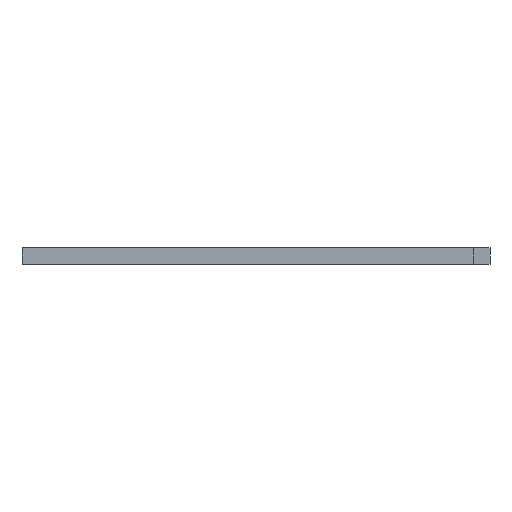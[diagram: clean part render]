
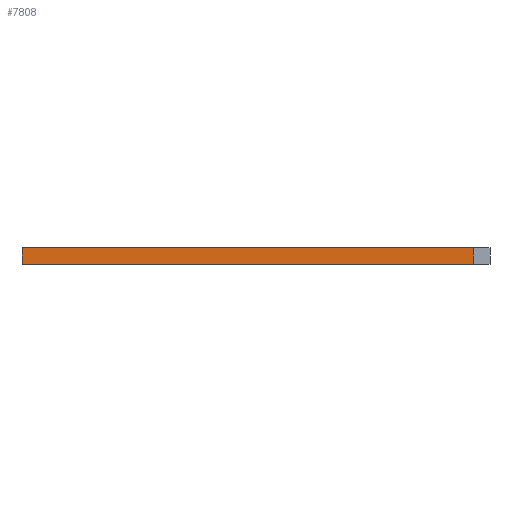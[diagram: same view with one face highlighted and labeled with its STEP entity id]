
A CAD part, left-side view. The second image highlights one B-rep face of the part: STEP entity #7808.
In plain terms, the highlighted planar face has unit normal (-1, 0, 0).
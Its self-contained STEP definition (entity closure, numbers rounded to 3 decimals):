
#24 = CARTESIAN_POINT ( 'NONE',  ( -200., 43., 3. ) ) ;
#337 = ORIENTED_EDGE ( 'NONE', *, *, #9161, .F. ) ;
#487 = DIRECTION ( 'NONE',  ( 0., -1., 0. ) ) ;
#1356 = DIRECTION ( 'NONE',  ( 0., 1., 0. ) ) ;
#1519 = DIRECTION ( 'NONE',  ( 0., 0., -1. ) ) ;
#1613 = LINE ( 'NONE', #24, #3772 ) ;
#1833 = ORIENTED_EDGE ( 'NONE', *, *, #4821, .T. ) ;
#2113 = CARTESIAN_POINT ( 'NONE',  ( -200., 43., 3. ) ) ;
#2229 = CARTESIAN_POINT ( 'NONE',  ( -200., -40., 3. ) ) ;
#2664 = DIRECTION ( 'NONE',  ( 0., -1., 0. ) ) ;
#2856 = VECTOR ( 'NONE', #9774, 1000. ) ;
#3256 = ORIENTED_EDGE ( 'NONE', *, *, #4291, .T. ) ;
#3368 = LINE ( 'NONE', #5752, #8286 ) ;
#3620 = LINE ( 'NONE', #2229, #2856 ) ;
#3760 = VECTOR ( 'NONE', #487, 1000. ) ;
#3772 = VECTOR ( 'NONE', #1519, 1000. ) ;
#4268 = FACE_OUTER_BOUND ( 'NONE', #9303, .T. ) ;
#4291 = EDGE_CURVE ( 'NONE', #5674, #5496, #1613, .T. ) ;
#4293 = LINE ( 'NONE', #5127, #3760 ) ;
#4471 = CARTESIAN_POINT ( 'NONE',  ( -200., -40., 3. ) ) ;
#4821 = EDGE_CURVE ( 'NONE', #5496, #7910, #4293, .T. ) ;
#5127 = CARTESIAN_POINT ( 'NONE',  ( -200., 43., 0. ) ) ;
#5496 = VERTEX_POINT ( 'NONE', #8044 ) ;
#5674 = VERTEX_POINT ( 'NONE', #7392 ) ;
#5752 = CARTESIAN_POINT ( 'NONE',  ( -200., 43., 3. ) ) ;
#5903 = PLANE ( 'NONE',  #8507 ) ;
#7308 = DIRECTION ( 'NONE',  ( 1., 0., 0. ) ) ;
#7392 = CARTESIAN_POINT ( 'NONE',  ( -200., 43., 3. ) ) ;
#7808 = ADVANCED_FACE ( 'NONE', ( #4268 ), #5903, .F. ) ;
#7910 = VERTEX_POINT ( 'NONE', #9015 ) ;
#8044 = CARTESIAN_POINT ( 'NONE',  ( -200., 43., 0. ) ) ;
#8286 = VECTOR ( 'NONE', #2664, 1000. ) ;
#8507 = AXIS2_PLACEMENT_3D ( 'NONE', #2113, #7308, #1356 ) ;
#9015 = CARTESIAN_POINT ( 'NONE',  ( -200., -40., 0. ) ) ;
#9161 = EDGE_CURVE ( 'NONE', #9581, #7910, #3620, .T. ) ;
#9303 = EDGE_LOOP ( 'NONE', ( #1833, #337, #9501, #3256 ) ) ;
#9501 = ORIENTED_EDGE ( 'NONE', *, *, #9516, .F. ) ;
#9516 = EDGE_CURVE ( 'NONE', #5674, #9581, #3368, .T. ) ;
#9581 = VERTEX_POINT ( 'NONE', #4471 ) ;
#9774 = DIRECTION ( 'NONE',  ( 0., 0., -1. ) ) ;
